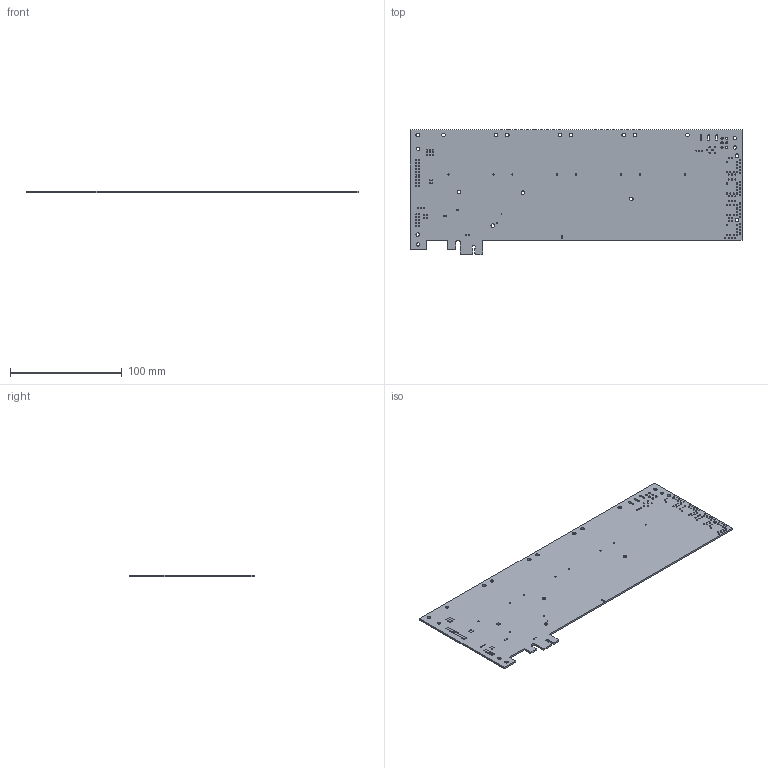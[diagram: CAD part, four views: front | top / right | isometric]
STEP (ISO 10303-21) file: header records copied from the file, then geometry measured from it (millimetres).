
FILE_DESCRIPTION(('Open CASCADE Model'),'2;1');
FILE_NAME('Open CASCADE Shape Model','2020-07-09T09:58:32',('Author'),( 'Open CASCADE'),'Open CASCADE STEP processor 6.8','Open CASCADE 6.8' ,'Unknown');
FILE_SCHEMA(('AUTOMOTIVE_DESIGN_CC2 { 1 2 10303 214 -1 1 5 4 }'));
Length unit declared in the file: millimetre
Products named in the file (4): PCB; Board; Open CASCADE STEP translator 6.8 1.1.1; Open CASCADE STEP translator 6.8 1.1.1.1
Assembly tree (3 placements, depth 4):
  PCB
    Board
      Open CASCADE STEP translator 6.8 1.1.1
        Open CASCADE STEP translator 6.8 1.1.1.1
Bounding box: 296.6 x 111.75 x 1.6 mm (x, y, z)
Volume: 46956.6 mm3; surface area: 61311 mm2
Topology: 1 solids, 1 shells, 350 faces, 1044 edges, 696 vertices
Faces by surface type: cylinder 177, plane 173
Full cylindrical faces by diameter (mm): 0.8 x2, 0.9 x57, 1 x78, 1.2 x6, 1.9 x6, 3 x4, 3.2 x16
Entity records: 26241 total; most frequent: CARTESIAN_POINT 4206, DIRECTION 4190, LINE 2424, VECTOR 2424, ORIENTED_EDGE 2088, PCURVE 2088, DEFINITIONAL_REPRESENTATION 2088, EDGE_CURVE 1044
